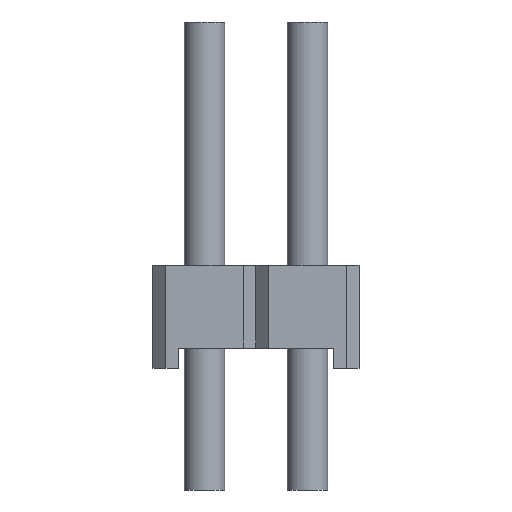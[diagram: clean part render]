
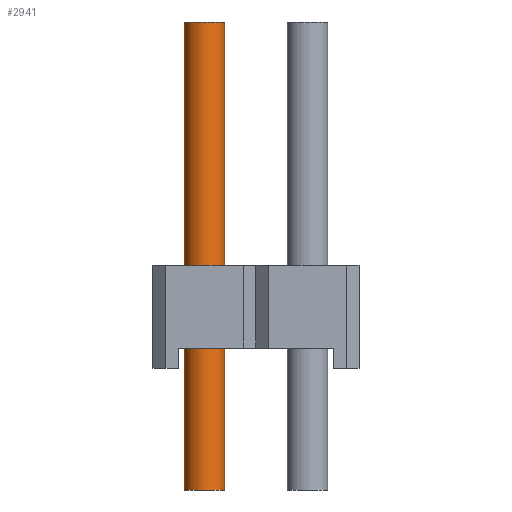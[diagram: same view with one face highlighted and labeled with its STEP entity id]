
A CAD part, left-side view. The second image highlights one B-rep face of the part: STEP entity #2941.
In plain terms, the highlighted cylindrical face has radius 0.5 mm (diameter 1 mm), a full revolution.
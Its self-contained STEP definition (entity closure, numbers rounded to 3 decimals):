
#1648=ORIENTED_EDGE('',*,*,#2064,.F.);
#1649=ORIENTED_EDGE('',*,*,#2065,.T.);
#2064=EDGE_CURVE('',#2342,#2342,#2424,.T.);
#2065=EDGE_CURVE('',#2343,#2343,#2425,.T.);
#2342=VERTEX_POINT('',#4889);
#2343=VERTEX_POINT('',#4891);
#2424=CIRCLE('',#3217,0.5);
#2425=CIRCLE('',#3218,0.5);
#2588=EDGE_LOOP('',(#1648));
#2589=EDGE_LOOP('',(#1649));
#2752=FACE_BOUND('',#2588,.T.);
#2753=FACE_BOUND('',#2589,.T.);
#2798=CYLINDRICAL_SURFACE('',#3216,0.5);
#2941=ADVANCED_FACE('',(#2752,#2753),#2798,.F.);
#3216=AXIS2_PLACEMENT_3D('',#4887,#4027,#4028);
#3217=AXIS2_PLACEMENT_3D('',#4888,#4029,#4030);
#3218=AXIS2_PLACEMENT_3D('',#4890,#4031,#4032);
#4027=DIRECTION('',(0.,0.,1.));
#4028=DIRECTION('',(1.,0.,0.));
#4029=DIRECTION('',(0.,0.,-1.));
#4030=DIRECTION('',(1.,0.,0.));
#4031=DIRECTION('',(0.,0.,-1.));
#4032=DIRECTION('',(1.,0.,0.));
#4887=CARTESIAN_POINT('',(0.,0.,0.));
#4888=CARTESIAN_POINT('',(0.,0.,11.54));
#4889=CARTESIAN_POINT('',(0.5,0.,11.54));
#4890=CARTESIAN_POINT('',(0.,0.,0.));
#4891=CARTESIAN_POINT('',(0.5,0.,0.));
